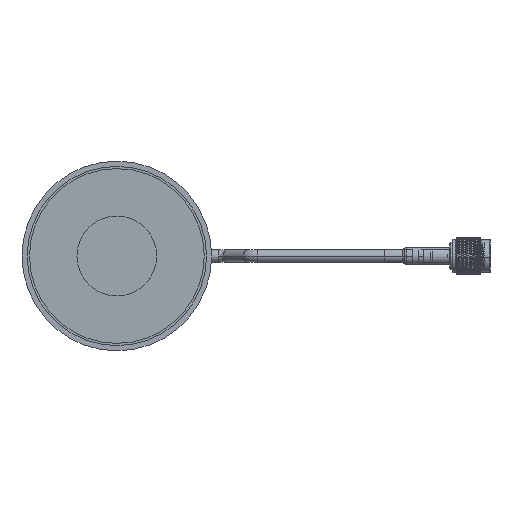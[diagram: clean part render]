
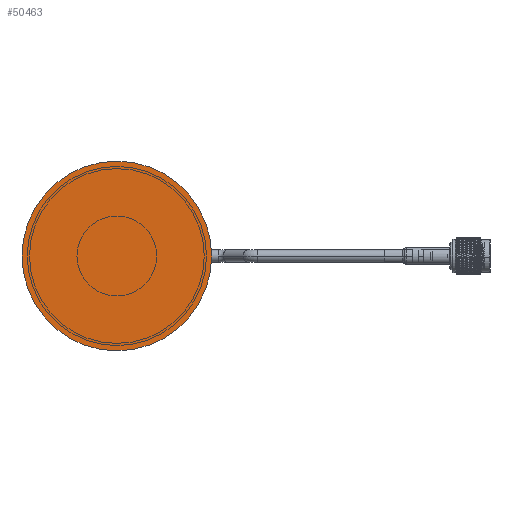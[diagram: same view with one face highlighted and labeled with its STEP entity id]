
A CAD part, front view. The second image highlights one B-rep face of the part: STEP entity #50463.
In plain terms, the highlighted planar face has unit normal (0, -1, 0).
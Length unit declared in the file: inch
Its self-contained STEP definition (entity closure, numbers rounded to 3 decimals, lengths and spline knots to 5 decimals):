
#2413 = CARTESIAN_POINT ( 'NONE',  ( 0., -0.00984, 0. ) ) ;
#8677 = VERTEX_POINT ( 'NONE', #42419 ) ;
#9053 = CARTESIAN_POINT ( 'NONE',  ( 0., -0.00984, 0. ) ) ;
#9638 = FACE_OUTER_BOUND ( 'NONE', #90257, .T. ) ;
#12003 = CIRCLE ( 'NONE', #85555, 1.49606 ) ;
#32052 = CIRCLE ( 'NONE', #64028, 1.49606 ) ;
#37835 = DIRECTION ( 'NONE',  ( 0., 0., -1. ) ) ;
#39554 = DIRECTION ( 'NONE',  ( 0., 1., 0. ) ) ;
#42419 = CARTESIAN_POINT ( 'NONE',  ( 0., -0.00984, 1.49606 ) ) ;
#45052 = DIRECTION ( 'NONE',  ( 0., 1., 0. ) ) ;
#48200 = EDGE_CURVE ( 'NONE', #54966, #8677, #32052, .T. ) ;
#50463 = ADVANCED_FACE ( 'NONE', ( #9638 ), #53915, .F. ) ;
#53915 = PLANE ( 'NONE',  #88187 ) ;
#54966 = VERTEX_POINT ( 'NONE', #112342 ) ;
#57909 = DIRECTION ( 'NONE',  ( 0., 0., -1. ) ) ;
#64028 = AXIS2_PLACEMENT_3D ( 'NONE', #2413, #39554, #37835 ) ;
#66792 = CARTESIAN_POINT ( 'NONE',  ( 0., -0.00984, 0. ) ) ;
#71960 = EDGE_CURVE ( 'NONE', #8677, #54966, #12003, .T. ) ;
#85555 = AXIS2_PLACEMENT_3D ( 'NONE', #66792, #102831, #57909 ) ;
#88187 = AXIS2_PLACEMENT_3D ( 'NONE', #9053, #45052, #90532 ) ;
#89945 = ORIENTED_EDGE ( 'NONE', *, *, #71960, .F. ) ;
#90257 = EDGE_LOOP ( 'NONE', ( #111197, #89945 ) ) ;
#90532 = DIRECTION ( 'NONE',  ( 0., 0., 1. ) ) ;
#102831 = DIRECTION ( 'NONE',  ( 0., 1., 0. ) ) ;
#111197 = ORIENTED_EDGE ( 'NONE', *, *, #48200, .F. ) ;
#112342 = CARTESIAN_POINT ( 'NONE',  ( 0., -0.00984, -1.49606 ) ) ;
